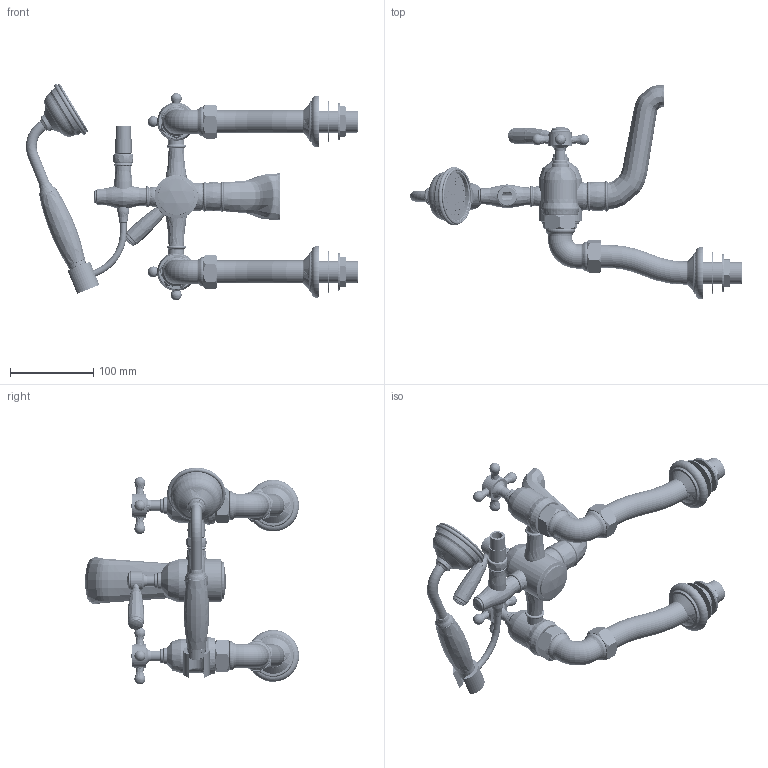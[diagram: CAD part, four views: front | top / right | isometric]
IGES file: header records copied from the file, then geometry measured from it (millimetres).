
Global section: file name: No Iges File Name specified; native system: Autodesk Inventor 2010; preprocessor: AutoDesk Inventor Iges Exporter R2010; author: adaniels; date: 20110114.134432; units: millimetre
Bounding box: 397.67 x 256.3 x 259.91 mm (x, y, z)
Volume: 881641.2 mm3; surface area: 413545.8 mm2
Topology: 92 solids, 92 shells, 3846 faces, 9839 edges, 6173 vertices
Faces by surface type: plane 1353, revolution 762, bspline 643, cylinder 641, torus 275, cone 146, sphere 26
